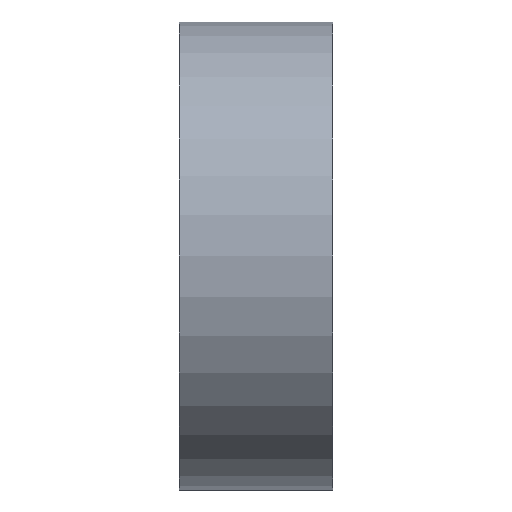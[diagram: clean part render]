
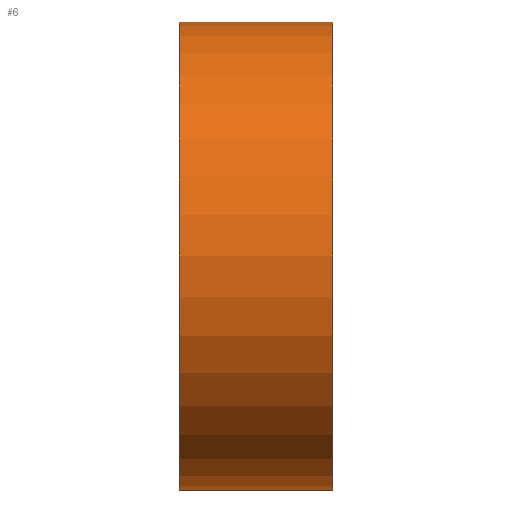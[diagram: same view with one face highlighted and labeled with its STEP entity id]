
A CAD part, left-side view. The second image highlights one B-rep face of the part: STEP entity #6.
In plain terms, the highlighted cylindrical face has radius 4.75 mm (diameter 9.5 mm), a partial arc.
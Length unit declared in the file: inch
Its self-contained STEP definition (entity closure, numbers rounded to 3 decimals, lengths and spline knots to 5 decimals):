
#6 = ADVANCED_FACE ( 'NONE', ( #40 ), #28, .T. ) ;
#28 = CYLINDRICAL_SURFACE ( 'NONE', #414, 0.187 ) ;
#34 = CARTESIAN_POINT ( 'NONE',  ( 0., -0.0615, 0.187 ) ) ;
#40 = FACE_OUTER_BOUND ( 'NONE', #540, .T. ) ;
#64 = CARTESIAN_POINT ( 'NONE',  ( 0., 0.0615, 0. ) ) ;
#66 = DIRECTION ( 'NONE',  ( 0., -1., 0. ) ) ;
#102 = AXIS2_PLACEMENT_3D ( 'NONE', #534, #522, #510 ) ;
#103 = VERTEX_POINT ( 'NONE', #334 ) ;
#108 = VERTEX_POINT ( 'NONE', #327 ) ;
#128 = AXIS2_PLACEMENT_3D ( 'NONE', #476, #290, #475 ) ;
#167 = LINE ( 'NONE', #181, #494 ) ;
#175 = CARTESIAN_POINT ( 'NONE',  ( 0., -0.0615, -0.187 ) ) ;
#181 = CARTESIAN_POINT ( 'NONE',  ( 0., 0.0615, -0.187 ) ) ;
#220 = VERTEX_POINT ( 'NONE', #175 ) ;
#236 = DIRECTION ( 'NONE',  ( 0., -1., 0. ) ) ;
#254 = CARTESIAN_POINT ( 'NONE',  ( 0., 0.0615, 0.187 ) ) ;
#283 = ORIENTED_EDGE ( 'NONE', *, *, #509, .F. ) ;
#289 = ORIENTED_EDGE ( 'NONE', *, *, #566, .T. ) ;
#290 = DIRECTION ( 'NONE',  ( 0., 1., 0. ) ) ;
#293 = VECTOR ( 'NONE', #325, 39.37008 ) ;
#311 = ORIENTED_EDGE ( 'NONE', *, *, #565, .T. ) ;
#325 = DIRECTION ( 'NONE',  ( 0., -1., 0. ) ) ;
#327 = CARTESIAN_POINT ( 'NONE',  ( 0., 0.0615, 0.187 ) ) ;
#334 = CARTESIAN_POINT ( 'NONE',  ( 0., 0.0615, -0.187 ) ) ;
#403 = CIRCLE ( 'NONE', #102, 0.187 ) ;
#414 = AXIS2_PLACEMENT_3D ( 'NONE', #64, #66, #560 ) ;
#419 = ORIENTED_EDGE ( 'NONE', *, *, #559, .F. ) ;
#444 = VERTEX_POINT ( 'NONE', #34 ) ;
#475 = DIRECTION ( 'NONE',  ( 0., 0., 1. ) ) ;
#476 = CARTESIAN_POINT ( 'NONE',  ( 0., 0.0615, 0. ) ) ;
#494 = VECTOR ( 'NONE', #236, 39.37008 ) ;
#505 = LINE ( 'NONE', #254, #293 ) ;
#509 = EDGE_CURVE ( 'NONE', #103, #108, #539, .T. ) ;
#510 = DIRECTION ( 'NONE',  ( 0., 0., 1. ) ) ;
#522 = DIRECTION ( 'NONE',  ( 0., 1., 0. ) ) ;
#534 = CARTESIAN_POINT ( 'NONE',  ( 0., -0.0615, 0. ) ) ;
#539 = CIRCLE ( 'NONE', #128, 0.187 ) ;
#540 = EDGE_LOOP ( 'NONE', ( #419, #283, #311, #289 ) ) ;
#559 = EDGE_CURVE ( 'NONE', #108, #444, #505, .T. ) ;
#560 = DIRECTION ( 'NONE',  ( 0., 0., -1. ) ) ;
#565 = EDGE_CURVE ( 'NONE', #103, #220, #167, .T. ) ;
#566 = EDGE_CURVE ( 'NONE', #220, #444, #403, .T. ) ;
